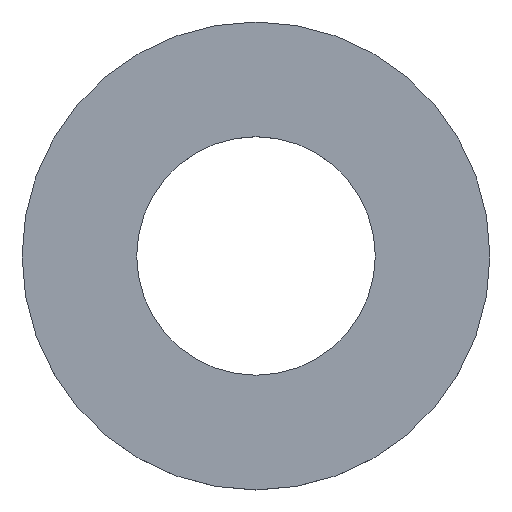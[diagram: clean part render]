
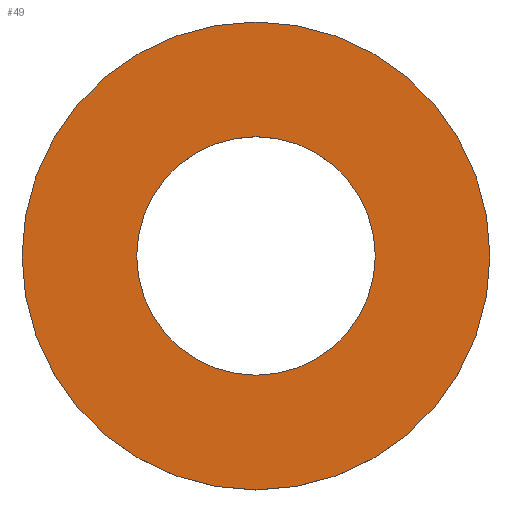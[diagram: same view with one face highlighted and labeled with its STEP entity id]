
A CAD part, top view. The second image highlights one B-rep face of the part: STEP entity #49.
In plain terms, the highlighted planar face has unit normal (0, 0, 1).
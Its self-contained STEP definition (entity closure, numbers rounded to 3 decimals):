
#2 = CARTESIAN_POINT ( 'NONE',  ( 0., 0., 0.6 ) ) ;
#3 = AXIS2_PLACEMENT_3D ( 'NONE', #2, #30, #87 ) ;
#11 = PLANE ( 'NONE',  #208 ) ;
#15 = VERTEX_POINT ( 'NONE', #88 ) ;
#19 = EDGE_CURVE ( 'NONE', #15, #89, #197, .T. ) ;
#24 = DIRECTION ( 'NONE',  ( 0., 0., 1. ) ) ;
#29 = ORIENTED_EDGE ( 'NONE', *, *, #19, .F. ) ;
#30 = DIRECTION ( 'NONE',  ( 0., 0., 1. ) ) ;
#35 = CARTESIAN_POINT ( 'NONE',  ( 0., 0., 0.6 ) ) ;
#37 = CARTESIAN_POINT ( 'NONE',  ( 0., 0., 0.6 ) ) ;
#40 = DIRECTION ( 'NONE',  ( 0., 0., -1. ) ) ;
#47 = DIRECTION ( 'NONE',  ( -1., 0., 0. ) ) ;
#48 = DIRECTION ( 'NONE',  ( 1., 0., 0. ) ) ;
#49 = ADVANCED_FACE ( 'NONE', ( #178, #200 ), #11, .F. ) ;
#51 = ORIENTED_EDGE ( 'NONE', *, *, #96, .T. ) ;
#54 = DIRECTION ( 'NONE',  ( 1., 0., 0. ) ) ;
#71 = CIRCLE ( 'NONE', #175, 5.1 ) ;
#74 = CARTESIAN_POINT ( 'NONE',  ( 2.6, 0., 0.6 ) ) ;
#76 = EDGE_CURVE ( 'NONE', #89, #15, #191, .T. ) ;
#83 = EDGE_LOOP ( 'NONE', ( #147, #29 ) ) ;
#84 = VERTEX_POINT ( 'NONE', #116 ) ;
#87 = DIRECTION ( 'NONE',  ( 1., 0., 0. ) ) ;
#88 = CARTESIAN_POINT ( 'NONE',  ( -2.6, 0., 0.6 ) ) ;
#89 = VERTEX_POINT ( 'NONE', #74 ) ;
#92 = VERTEX_POINT ( 'NONE', #176 ) ;
#93 = ORIENTED_EDGE ( 'NONE', *, *, #112, .T. ) ;
#96 = EDGE_CURVE ( 'NONE', #92, #84, #190, .T. ) ;
#97 = EDGE_LOOP ( 'NONE', ( #51, #93 ) ) ;
#112 = EDGE_CURVE ( 'NONE', #84, #92, #71, .T. ) ;
#116 = CARTESIAN_POINT ( 'NONE',  ( -5.1, 0., 0.6 ) ) ;
#130 = CARTESIAN_POINT ( 'NONE',  ( 0., 0., 0.6 ) ) ;
#135 = CARTESIAN_POINT ( 'NONE',  ( 0., 0., 0.6 ) ) ;
#142 = DIRECTION ( 'NONE',  ( 1., 0., 0. ) ) ;
#147 = ORIENTED_EDGE ( 'NONE', *, *, #76, .F. ) ;
#151 = DIRECTION ( 'NONE',  ( 0., 0., 1. ) ) ;
#155 = DIRECTION ( 'NONE',  ( 0., 0., 1. ) ) ;
#175 = AXIS2_PLACEMENT_3D ( 'NONE', #37, #155, #54 ) ;
#176 = CARTESIAN_POINT ( 'NONE',  ( 5.1, 0., 0.6 ) ) ;
#178 = FACE_OUTER_BOUND ( 'NONE', #97, .T. ) ;
#181 = AXIS2_PLACEMENT_3D ( 'NONE', #130, #24, #142 ) ;
#190 = CIRCLE ( 'NONE', #181, 5.1 ) ;
#191 = CIRCLE ( 'NONE', #201, 2.6 ) ;
#197 = CIRCLE ( 'NONE', #3, 2.6 ) ;
#200 = FACE_BOUND ( 'NONE', #83, .T. ) ;
#201 = AXIS2_PLACEMENT_3D ( 'NONE', #35, #151, #48 ) ;
#208 = AXIS2_PLACEMENT_3D ( 'NONE', #135, #40, #47 ) ;
